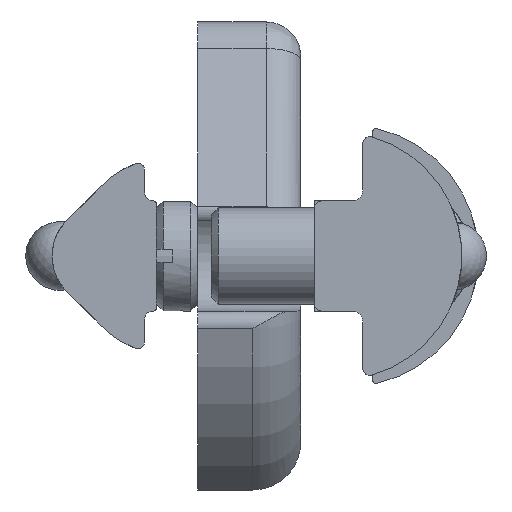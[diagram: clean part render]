
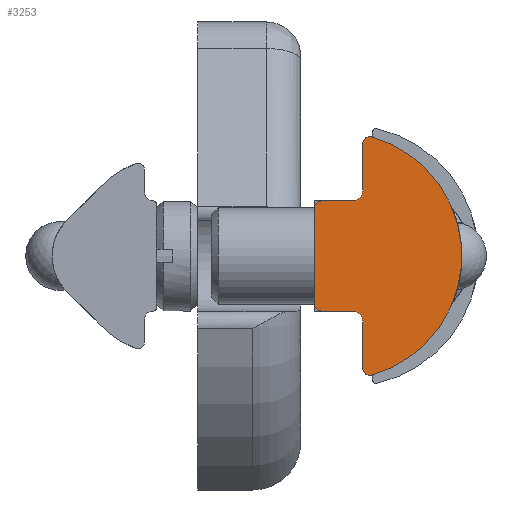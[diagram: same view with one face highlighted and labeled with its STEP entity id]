
A CAD part, front view. The second image highlights one B-rep face of the part: STEP entity #3253.
In plain terms, the highlighted face is planar.
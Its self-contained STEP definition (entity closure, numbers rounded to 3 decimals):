
#366=PLANE('',#3642);
#566=FACE_OUTER_BOUND('',#834,.T.);
#834=EDGE_LOOP('',(#2926,#2927,#2928,#2929,#2930,#2931,#2932,#2933,#2934,
#2935,#2936,#2937));
#1000=CIRCLE('',#3616,9.);
#1003=CIRCLE('',#3622,0.8);
#1005=CIRCLE('',#3626,0.5);
#1007=CIRCLE('',#3630,0.5);
#1009=CIRCLE('',#3634,0.8);
#1011=CIRCLE('',#3638,0.5);
#1013=CIRCLE('',#3641,0.5);
#1197=LINE('',#10136,#1403);
#1202=LINE('',#10149,#1408);
#1206=LINE('',#10161,#1412);
#1210=LINE('',#10173,#1416);
#1214=LINE('',#10185,#1420);
#1403=VECTOR('',#4535,3.383);
#1408=VECTOR('',#4548,2.2);
#1412=VECTOR('',#4560,7.);
#1416=VECTOR('',#4572,2.2);
#1420=VECTOR('',#4584,3.383);
#1710=VERTEX_POINT('',#10086);
#1711=VERTEX_POINT('',#10088);
#1716=VERTEX_POINT('',#10133);
#1717=VERTEX_POINT('',#10135);
#1719=VERTEX_POINT('',#10141);
#1721=VERTEX_POINT('',#10147);
#1723=VERTEX_POINT('',#10153);
#1725=VERTEX_POINT('',#10159);
#1727=VERTEX_POINT('',#10165);
#1729=VERTEX_POINT('',#10171);
#1731=VERTEX_POINT('',#10177);
#1733=VERTEX_POINT('',#10183);
#2108=EDGE_CURVE('',#1710,#1711,#1000,.T.);
#2114=EDGE_CURVE('',#1716,#1717,#1197,.T.);
#2118=EDGE_CURVE('',#1719,#1716,#1003,.T.);
#2121=EDGE_CURVE('',#1721,#1719,#1202,.T.);
#2124=EDGE_CURVE('',#1723,#1721,#1005,.T.);
#2127=EDGE_CURVE('',#1725,#1723,#1206,.T.);
#2130=EDGE_CURVE('',#1727,#1725,#1007,.T.);
#2133=EDGE_CURVE('',#1729,#1727,#1210,.T.);
#2136=EDGE_CURVE('',#1731,#1729,#1009,.T.);
#2139=EDGE_CURVE('',#1733,#1731,#1214,.T.);
#2141=EDGE_CURVE('',#1711,#1733,#1011,.T.);
#2143=EDGE_CURVE('',#1717,#1710,#1013,.T.);
#2926=ORIENTED_EDGE('',*,*,#2143,.F.);
#2927=ORIENTED_EDGE('',*,*,#2114,.F.);
#2928=ORIENTED_EDGE('',*,*,#2118,.F.);
#2929=ORIENTED_EDGE('',*,*,#2121,.F.);
#2930=ORIENTED_EDGE('',*,*,#2124,.F.);
#2931=ORIENTED_EDGE('',*,*,#2127,.F.);
#2932=ORIENTED_EDGE('',*,*,#2130,.F.);
#2933=ORIENTED_EDGE('',*,*,#2133,.F.);
#2934=ORIENTED_EDGE('',*,*,#2136,.F.);
#2935=ORIENTED_EDGE('',*,*,#2139,.F.);
#2936=ORIENTED_EDGE('',*,*,#2141,.F.);
#2937=ORIENTED_EDGE('',*,*,#2108,.F.);
#3253=ADVANCED_FACE('',(#566),#366,.F.);
#3616=AXIS2_PLACEMENT_3D('',#10089,#4524,#4525);
#3622=AXIS2_PLACEMENT_3D('',#10143,#4542,#4543);
#3626=AXIS2_PLACEMENT_3D('',#10155,#4554,#4555);
#3630=AXIS2_PLACEMENT_3D('',#10167,#4566,#4567);
#3634=AXIS2_PLACEMENT_3D('',#10179,#4578,#4579);
#3638=AXIS2_PLACEMENT_3D('',#10188,#4589,#4590);
#3641=AXIS2_PLACEMENT_3D('',#10191,#4595,#4596);
#3642=AXIS2_PLACEMENT_3D('',#10192,#4597,#4598);
#4524=DIRECTION('center_axis',(0.,0.,1.));
#4525=DIRECTION('ref_axis',(0.963,0.271,0.));
#4535=DIRECTION('',(1.,0.,0.));
#4542=DIRECTION('center_axis',(0.,0.,-1.));
#4543=DIRECTION('ref_axis',(0.,-1.,0.));
#4548=DIRECTION('',(0.,1.,0.));
#4554=DIRECTION('center_axis',(0.,0.,1.));
#4555=DIRECTION('ref_axis',(0.,-1.,0.));
#4560=DIRECTION('',(1.,0.,0.));
#4566=DIRECTION('center_axis',(0.,0.,1.));
#4567=DIRECTION('ref_axis',(-1.,0.,0.));
#4572=DIRECTION('',(0.,-1.,0.));
#4578=DIRECTION('center_axis',(0.,0.,-1.));
#4579=DIRECTION('ref_axis',(-1.,0.,0.));
#4584=DIRECTION('',(1.,0.,0.));
#4589=DIRECTION('center_axis',(0.,0.,1.));
#4590=DIRECTION('ref_axis',(-0.963,0.271,0.));
#4595=DIRECTION('center_axis',(0.,0.,1.));
#4596=DIRECTION('ref_axis',(0.,-1.,0.));
#4597=DIRECTION('center_axis',(0.,0.,1.));
#4598=DIRECTION('ref_axis',(1.,0.,0.));
#10086=CARTESIAN_POINT('',(8.664,-1.215,-10.));
#10088=CARTESIAN_POINT('',(-8.664,-1.215,-10.));
#10089=CARTESIAN_POINT('Origin',(0.,-3.65,-10.));
#10133=CARTESIAN_POINT('',(4.8,-1.85,-10.));
#10135=CARTESIAN_POINT('',(8.183,-1.85,-10.));
#10136=CARTESIAN_POINT('',(4.8,-1.85,-10.));
#10141=CARTESIAN_POINT('',(4.,-2.65,-10.));
#10143=CARTESIAN_POINT('Origin',(4.8,-2.65,-10.));
#10147=CARTESIAN_POINT('',(4.,-4.85,-10.));
#10149=CARTESIAN_POINT('',(4.,-4.85,-10.));
#10153=CARTESIAN_POINT('',(3.5,-5.35,-10.));
#10155=CARTESIAN_POINT('Origin',(3.5,-4.85,-10.));
#10159=CARTESIAN_POINT('',(-3.5,-5.35,-10.));
#10161=CARTESIAN_POINT('',(-3.5,-5.35,-10.));
#10165=CARTESIAN_POINT('',(-4.,-4.85,-10.));
#10167=CARTESIAN_POINT('Origin',(-3.5,-4.85,-10.));
#10171=CARTESIAN_POINT('',(-4.,-2.65,-10.));
#10173=CARTESIAN_POINT('',(-4.,-2.65,-10.));
#10177=CARTESIAN_POINT('',(-4.8,-1.85,-10.));
#10179=CARTESIAN_POINT('Origin',(-4.8,-2.65,-10.));
#10183=CARTESIAN_POINT('',(-8.183,-1.85,-10.));
#10185=CARTESIAN_POINT('',(-8.183,-1.85,-10.));
#10188=CARTESIAN_POINT('Origin',(-8.183,-1.35,-10.));
#10191=CARTESIAN_POINT('Origin',(8.183,-1.35,-10.));
#10192=CARTESIAN_POINT('Origin',(0.,-0.464,
-10.));
